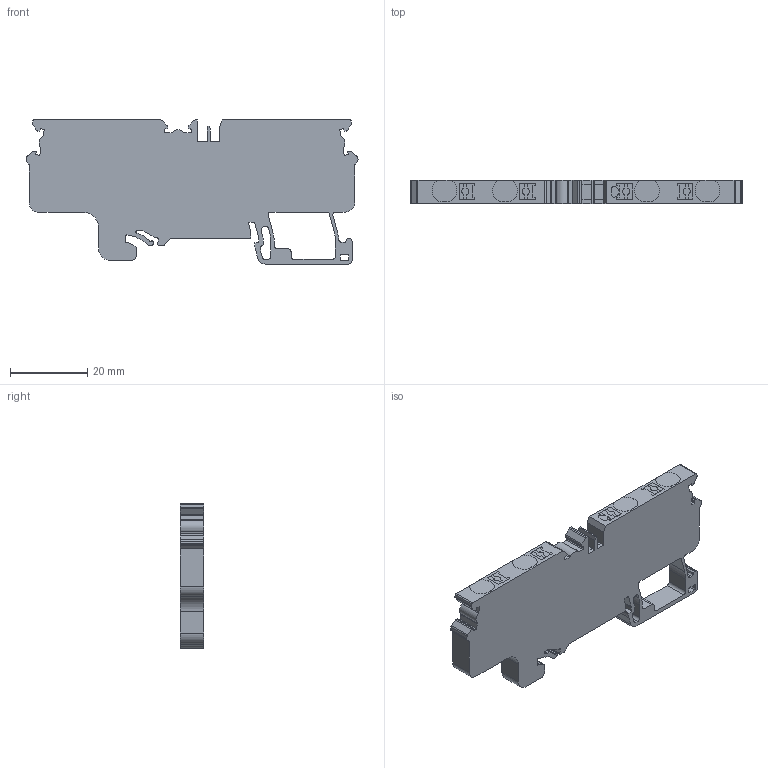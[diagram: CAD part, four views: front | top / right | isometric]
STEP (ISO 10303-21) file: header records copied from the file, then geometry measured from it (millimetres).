
FILE_DESCRIPTION (( 'STEP AP214' ), '1' );
FILE_NAME ('CP4_4-çåëåíàÿ.STEP', '2024-11-01T09:29:32', ( '' ), ( '' ), 'SwSTEP 2.0', 'SolidWorks 2022', '' );
FILE_SCHEMA (( 'AUTOMOTIVE_DESIGN' ));
Length unit declared in the file: millimetre
Products named in the file (1): CP4_4-зеленая
Bounding box: 86.2 x 6 x 37.4 mm (x, y, z)
Volume: 14115.3 mm3; surface area: 7163.5 mm2
Topology: 1 solids, 1 shells, 356 faces, 1056 edges, 706 vertices
Faces by surface type: plane 195, cylinder 158, bspline 3
Entity records: 12301 total; most frequent: CARTESIAN_POINT 2199, ORIENTED_EDGE 2112, DIRECTION 2076, EDGE_CURVE 1056, VECTOR 734, LINE 734, VERTEX_POINT 706, AXIS2_PLACEMENT_3D 671
